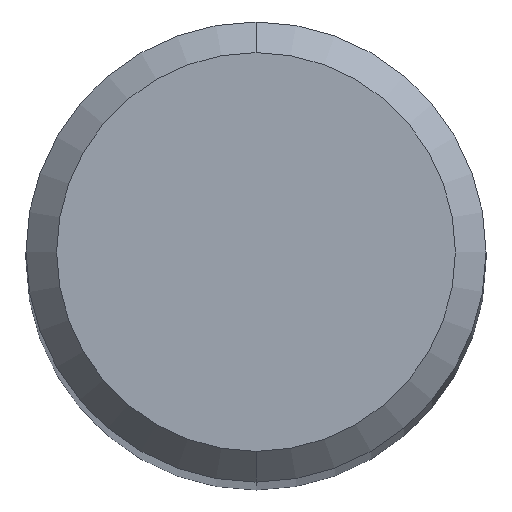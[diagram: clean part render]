
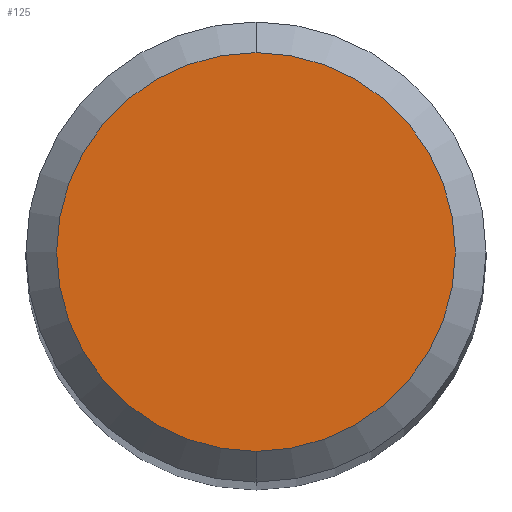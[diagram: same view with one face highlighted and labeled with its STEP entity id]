
A CAD part, top view. The second image highlights one B-rep face of the part: STEP entity #125.
In plain terms, the highlighted planar face has unit normal (0, 0, 1).
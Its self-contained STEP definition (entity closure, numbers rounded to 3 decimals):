
#125=ADVANCED_FACE('',(#270),#271,.T.);
#139=VERTEX_POINT('',#287);
#193=VERTEX_POINT('',#349);
#211=EDGE_CURVE('',#139,#193,#369,.T.);
#217=EDGE_CURVE('',#193,#139,#376,.T.);
#270=FACE_OUTER_BOUND('',#429,.T.);
#271=PLANE('',#430);
#287=CARTESIAN_POINT('',(0.0,2.6,0.0));
#349=CARTESIAN_POINT('',(0.,-2.6,0.0));
#369=CIRCLE('',#555,2.6);
#376=CIRCLE('',#565,2.6);
#429=EDGE_LOOP('',(#597,#598));
#430=AXIS2_PLACEMENT_3D('',#599,#600,#601);
#555=AXIS2_PLACEMENT_3D('',#734,#735,#736);
#565=AXIS2_PLACEMENT_3D('',#746,#747,#748);
#597=ORIENTED_EDGE('',*,*,#211,.F.);
#598=ORIENTED_EDGE('',*,*,#217,.F.);
#599=CARTESIAN_POINT('',(0.0,1.3,0.0));
#600=DIRECTION('',(-0.0,0.0,1.0));
#601=DIRECTION('',(0.0,-1.0,0.0));
#734=CARTESIAN_POINT('',(0.0,0.0,0.0));
#735=DIRECTION('',(0.0,0.0,-1.0));
#736=DIRECTION('',(0.0,1.0,0.0));
#746=CARTESIAN_POINT('',(0.0,0.0,0.0));
#747=DIRECTION('',(0.0,0.0,-1.0));
#748=DIRECTION('',(0.0,1.0,0.0));
